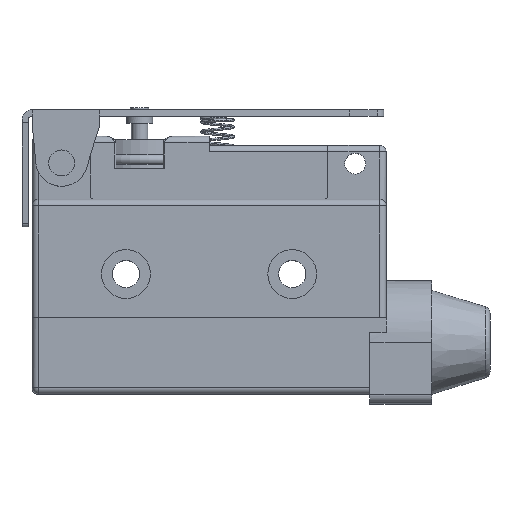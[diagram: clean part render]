
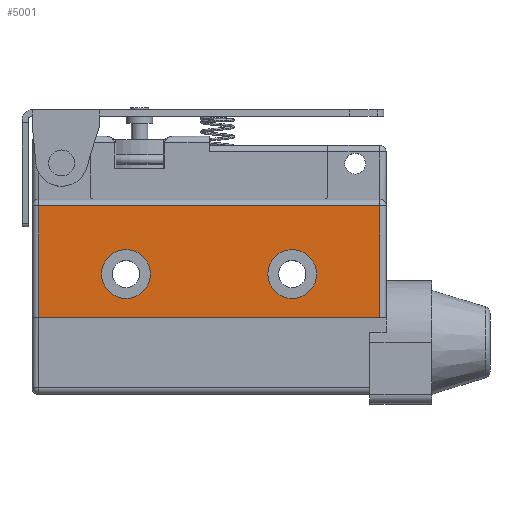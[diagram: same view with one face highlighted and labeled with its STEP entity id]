
A CAD part, top view. The second image highlights one B-rep face of the part: STEP entity #5001.
In plain terms, the highlighted planar face has unit normal (0, 0, 1).
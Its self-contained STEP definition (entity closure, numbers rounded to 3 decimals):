
#968=DIRECTION('',(0.,-1.,0.));
#969=VECTOR('',#968,17.2);
#970=CARTESIAN_POINT('',(-26.25,17.2,11.));
#971=LINE('',#970,#969);
#972=DIRECTION('',(-1.,0.,0.));
#973=VECTOR('',#972,52.5);
#974=CARTESIAN_POINT('',(26.25,17.2,11.));
#975=LINE('',#974,#973);
#976=DIRECTION('',(0.,1.,0.));
#977=VECTOR('',#976,17.2);
#978=CARTESIAN_POINT('',(26.25,0.,11.));
#979=LINE('',#978,#977);
#980=DIRECTION('',(1.,0.,0.));
#981=VECTOR('',#980,52.5);
#982=CARTESIAN_POINT('',(-26.25,0.,11.));
#983=LINE('',#982,#981);
#984=CARTESIAN_POINT('',(12.8,6.7,11.));
#985=DIRECTION('',(0.,0.,1.));
#986=DIRECTION('',(1.,0.,0.));
#987=AXIS2_PLACEMENT_3D('',#984,#985,#986);
#989=CARTESIAN_POINT('',(12.8,6.7,11.));
#990=DIRECTION('',(0.,0.,1.));
#991=DIRECTION('',(-1.,0.,0.));
#992=AXIS2_PLACEMENT_3D('',#989,#990,#991);
#994=CARTESIAN_POINT('',(-12.8,6.7,11.));
#995=DIRECTION('',(0.,0.,1.));
#996=DIRECTION('',(1.,0.,0.));
#997=AXIS2_PLACEMENT_3D('',#994,#995,#996);
#999=CARTESIAN_POINT('',(-12.8,6.7,11.));
#1000=DIRECTION('',(0.,0.,1.));
#1001=DIRECTION('',(-1.,0.,0.));
#1002=AXIS2_PLACEMENT_3D('',#999,#1000,#1001);
#3134=CARTESIAN_POINT('',(-26.25,0.,11.));
#3136=VERTEX_POINT('',#3134);
#3140=CARTESIAN_POINT('',(-26.25,17.2,11.));
#3141=VERTEX_POINT('',#3140);
#3142=CARTESIAN_POINT('',(26.25,17.2,11.));
#3143=VERTEX_POINT('',#3142);
#3191=CARTESIAN_POINT('',(26.25,0.,11.));
#3193=VERTEX_POINT('',#3191);
#3658=CARTESIAN_POINT('',(16.55,6.7,11.));
#3659=CARTESIAN_POINT('',(9.05,6.7,11.));
#3660=VERTEX_POINT('',#3658);
#3661=VERTEX_POINT('',#3659);
#3662=CARTESIAN_POINT('',(-9.05,6.7,11.));
#3663=CARTESIAN_POINT('',(-16.55,6.7,11.));
#3664=VERTEX_POINT('',#3662);
#3665=VERTEX_POINT('',#3663);
#4976=CARTESIAN_POINT('',(0.,0.,11.));
#4977=DIRECTION('',(0.,0.,1.));
#4978=DIRECTION('',(1.,0.,0.));
#4979=AXIS2_PLACEMENT_3D('',#4976,#4977,#4978);
#4980=PLANE('',#4979);
#4982=ORIENTED_EDGE('',*,*,#4981,.F.);
#4984=ORIENTED_EDGE('',*,*,#4983,.F.);
#4986=ORIENTED_EDGE('',*,*,#4985,.F.);
#4987=ORIENTED_EDGE('',*,*,#4106,.F.);
#4988=EDGE_LOOP('',(#4982,#4984,#4986,#4987));
#4989=FACE_OUTER_BOUND('',#4988,.F.);
#4990=ORIENTED_EDGE('',*,*,#4966,.T.);
#4992=ORIENTED_EDGE('',*,*,#4991,.T.);
#4993=EDGE_LOOP('',(#4990,#4992));
#4994=FACE_BOUND('',#4993,.F.);
#4996=ORIENTED_EDGE('',*,*,#4995,.T.);
#4998=ORIENTED_EDGE('',*,*,#4997,.T.);
#4999=EDGE_LOOP('',(#4996,#4998));
#5000=FACE_BOUND('',#4999,.F.);
#988=CIRCLE('',#987,3.75);
#993=CIRCLE('',#992,3.75);
#998=CIRCLE('',#997,3.75);
#1003=CIRCLE('',#1002,3.75);
#4106=EDGE_CURVE('',#3136,#3193,#983,.T.);
#4966=EDGE_CURVE('',#3660,#3661,#988,.T.);
#4981=EDGE_CURVE('',#3141,#3136,#971,.T.);
#4983=EDGE_CURVE('',#3143,#3141,#975,.T.);
#4985=EDGE_CURVE('',#3193,#3143,#979,.T.);
#4991=EDGE_CURVE('',#3661,#3660,#993,.T.);
#4995=EDGE_CURVE('',#3664,#3665,#998,.T.);
#4997=EDGE_CURVE('',#3665,#3664,#1003,.T.);
#5001=ADVANCED_FACE('',(#4989,#4994,#5000),#4980,.T.);
